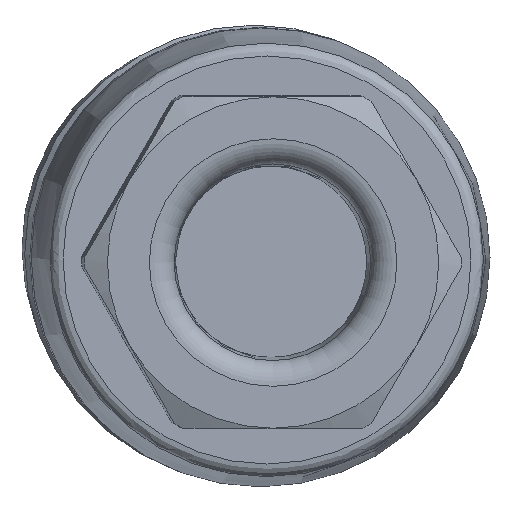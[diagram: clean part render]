
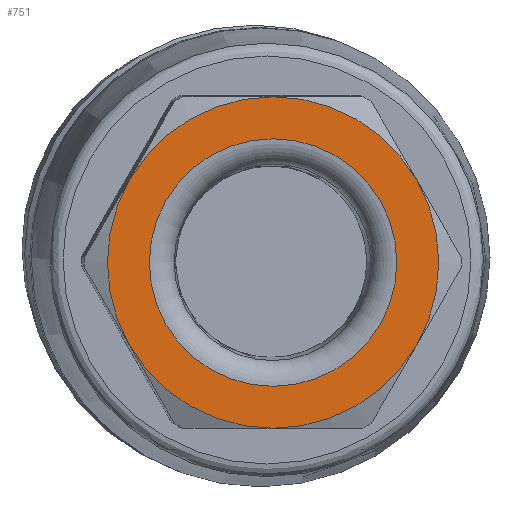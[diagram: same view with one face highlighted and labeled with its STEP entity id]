
A CAD part, front view. The second image highlights one B-rep face of the part: STEP entity #751.
In plain terms, the highlighted planar face has unit normal (0.025, -1, -0.011).
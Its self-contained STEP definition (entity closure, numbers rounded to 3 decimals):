
#751=ADVANCED_FACE('',(#995,#996),#900,.F.);
#900=PLANE('',#2583);
#995=FACE_BOUND('',#1194,.T.);
#996=FACE_BOUND('',#1195,.T.);
#1194=EDGE_LOOP('',(#1485));
#1195=EDGE_LOOP('',(#1486,#1487,#1488,#1489,#1490,#1491));
#1485=ORIENTED_EDGE('',*,*,#2153,.T.);
#1486=ORIENTED_EDGE('',*,*,#2154,.F.);
#1487=ORIENTED_EDGE('',*,*,#2155,.F.);
#1488=ORIENTED_EDGE('',*,*,#2156,.F.);
#1489=ORIENTED_EDGE('',*,*,#2157,.F.);
#1490=ORIENTED_EDGE('',*,*,#2158,.F.);
#1491=ORIENTED_EDGE('',*,*,#2159,.F.);
#1952=VERTEX_POINT('',#3628);
#1953=VERTEX_POINT('',#3630);
#1954=VERTEX_POINT('',#3631);
#1955=VERTEX_POINT('',#3633);
#1956=VERTEX_POINT('',#3635);
#1957=VERTEX_POINT('',#3637);
#1958=VERTEX_POINT('',#3639);
#2153=EDGE_CURVE('',#1952,#1952,#2393,.T.);
#2154=EDGE_CURVE('',#1953,#1954,#2394,.T.);
#2155=EDGE_CURVE('',#1955,#1953,#2395,.T.);
#2156=EDGE_CURVE('',#1956,#1955,#2396,.T.);
#2157=EDGE_CURVE('',#1957,#1956,#2397,.T.);
#2158=EDGE_CURVE('',#1958,#1957,#2398,.T.);
#2159=EDGE_CURVE('',#1954,#1958,#2399,.T.);
#2393=CIRCLE('',#2576,4.854);
#2394=CIRCLE('',#2577,6.5);
#2395=CIRCLE('',#2578,6.5);
#2396=CIRCLE('',#2579,6.5);
#2397=CIRCLE('',#2580,6.5);
#2398=CIRCLE('',#2581,6.5);
#2399=CIRCLE('',#2582,6.5);
#2576=AXIS2_PLACEMENT_3D('',#3627,#2931,#2932);
#2577=AXIS2_PLACEMENT_3D('',#3629,#2933,#2934);
#2578=AXIS2_PLACEMENT_3D('',#3632,#2935,#2936);
#2579=AXIS2_PLACEMENT_3D('',#3634,#2937,#2938);
#2580=AXIS2_PLACEMENT_3D('',#3636,#2939,#2940);
#2581=AXIS2_PLACEMENT_3D('',#3638,#2941,#2942);
#2582=AXIS2_PLACEMENT_3D('',#3640,#2943,#2944);
#2583=AXIS2_PLACEMENT_3D('',#3641,#2945,#2946);
#2931=DIRECTION('',(-0.025,1.,0.01));
#2932=DIRECTION('',(1.,0.025,0.));
#2933=DIRECTION('',(-0.025,1.,0.01));
#2934=DIRECTION('',(0.,-0.01,1.));
#2935=DIRECTION('',(-0.025,1.,0.01));
#2936=DIRECTION('',(0.,-0.01,1.));
#2937=DIRECTION('',(-0.025,1.,0.01));
#2938=DIRECTION('',(0.,-0.01,1.));
#2939=DIRECTION('',(-0.025,1.,0.01));
#2940=DIRECTION('',(0.,-0.01,1.));
#2941=DIRECTION('',(-0.025,1.,0.01));
#2942=DIRECTION('',(0.,-0.01,1.));
#2943=DIRECTION('',(-0.025,1.,0.01));
#2944=DIRECTION('',(0.,-0.01,1.));
#2945=DIRECTION('',(-0.025,1.,0.01));
#2946=DIRECTION('',(1.,0.025,0.));
#3627=CARTESIAN_POINT('',(24.109,-73.413,-0.875));
#3628=CARTESIAN_POINT('',(28.961,-73.29,-0.875));
#3629=CARTESIAN_POINT('',(24.109,-73.413,-0.875));
#3630=CARTESIAN_POINT('',(29.736,-73.305,2.376));
#3631=CARTESIAN_POINT('',(29.735,-73.237,-4.125));
#3632=CARTESIAN_POINT('',(24.109,-73.413,-0.875));
#3633=CARTESIAN_POINT('',(24.109,-73.481,5.624));
#3634=CARTESIAN_POINT('',(24.109,-73.413,-0.875));
#3635=CARTESIAN_POINT('',(18.482,-73.589,2.374));
#3636=CARTESIAN_POINT('',(24.109,-73.413,-0.875));
#3637=CARTESIAN_POINT('',(18.481,-73.521,-4.126));
#3638=CARTESIAN_POINT('',(24.109,-73.413,-0.875));
#3639=CARTESIAN_POINT('',(24.107,-73.345,-7.375));
#3640=CARTESIAN_POINT('',(24.109,-73.413,-0.875));
#3641=CARTESIAN_POINT('',(12.855,-73.766,5.622));
